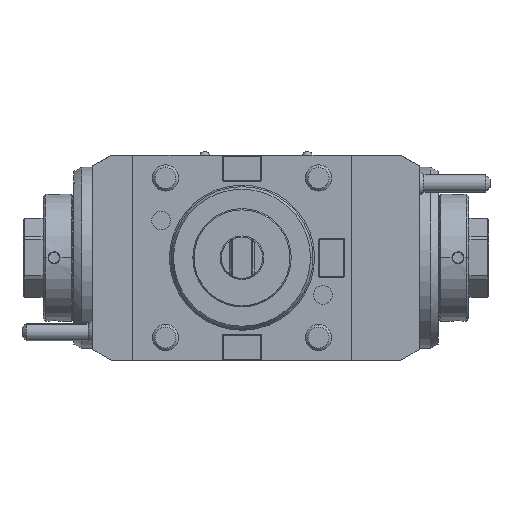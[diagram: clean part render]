
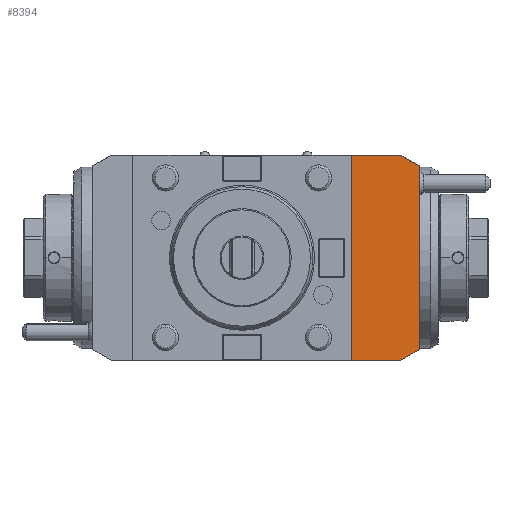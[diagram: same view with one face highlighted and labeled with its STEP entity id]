
A CAD part, front view. The second image highlights one B-rep face of the part: STEP entity #8394.
In plain terms, the highlighted planar face has unit normal (0, -1, 0).
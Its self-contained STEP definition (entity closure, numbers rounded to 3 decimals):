
#759=DIRECTION('',(0.,0.,1.));
#760=VECTOR('',#759,84.);
#761=CARTESIAN_POINT('',(149.4,19.,-42.));
#762=LINE('',#761,#760);
#776=DIRECTION('',(0.866,0.,0.5));
#777=VECTOR('',#776,10.);
#778=CARTESIAN_POINT('',(140.74,19.,-47.));
#779=LINE('',#778,#777);
#812=DIRECTION('',(-1.,0.,0.));
#813=VECTOR('',#812,22.44);
#814=CARTESIAN_POINT('',(140.74,19.,-47.));
#815=LINE('',#814,#813);
#1205=DIRECTION('',(-1.,0.,0.));
#1206=VECTOR('',#1205,22.44);
#1207=CARTESIAN_POINT('',(140.74,19.,47.));
#1208=LINE('',#1207,#1206);
#1820=DIRECTION('',(-0.866,0.,0.5));
#1821=VECTOR('',#1820,10.);
#1822=CARTESIAN_POINT('',(149.4,19.,42.));
#1823=LINE('',#1822,#1821);
#1840=DIRECTION('',(0.,0.,1.));
#1841=VECTOR('',#1840,94.);
#1842=CARTESIAN_POINT('',(118.3,19.,-47.));
#1843=LINE('',#1842,#1841);
#5816=CARTESIAN_POINT('',(140.74,19.,-47.));
#5817=CARTESIAN_POINT('',(149.4,19.,-42.));
#5818=VERTEX_POINT('',#5816);
#5819=VERTEX_POINT('',#5817);
#5820=CARTESIAN_POINT('',(149.4,19.,42.));
#5821=VERTEX_POINT('',#5820);
#5822=CARTESIAN_POINT('',(140.74,19.,47.));
#5823=VERTEX_POINT('',#5822);
#5824=CARTESIAN_POINT('',(118.3,19.,47.));
#5825=VERTEX_POINT('',#5824);
#5826=CARTESIAN_POINT('',(118.3,19.,-47.));
#5827=VERTEX_POINT('',#5826);
#8380=CARTESIAN_POINT('',(118.3,19.,-47.));
#8381=DIRECTION('',(0.,1.,0.));
#8382=DIRECTION('',(1.,0.,0.));
#8383=AXIS2_PLACEMENT_3D('',#8380,#8381,#8382);
#8384=PLANE('',#8383);
#8386=ORIENTED_EDGE('',*,*,#8385,.T.);
#8387=ORIENTED_EDGE('',*,*,#7614,.F.);
#8388=ORIENTED_EDGE('',*,*,#8369,.F.);
#8389=ORIENTED_EDGE('',*,*,#7103,.F.);
#8390=ORIENTED_EDGE('',*,*,#7130,.F.);
#8391=ORIENTED_EDGE('',*,*,#7159,.T.);
#8392=EDGE_LOOP('',(#8386,#8387,#8388,#8389,#8390,#8391));
#8393=FACE_OUTER_BOUND('',#8392,.F.);
#7103=EDGE_CURVE('',#5819,#5821,#762,.T.);
#7130=EDGE_CURVE('',#5818,#5819,#779,.T.);
#7159=EDGE_CURVE('',#5818,#5827,#815,.T.);
#7614=EDGE_CURVE('',#5823,#5825,#1208,.T.);
#8369=EDGE_CURVE('',#5821,#5823,#1823,.T.);
#8385=EDGE_CURVE('',#5827,#5825,#1843,.T.);
#8394=ADVANCED_FACE('',(#8393),#8384,.F.);
